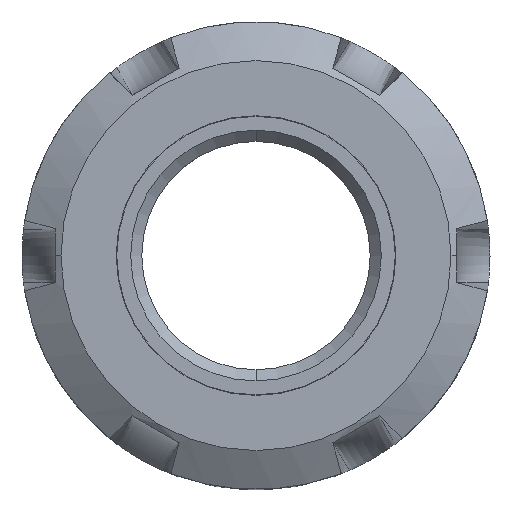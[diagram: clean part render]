
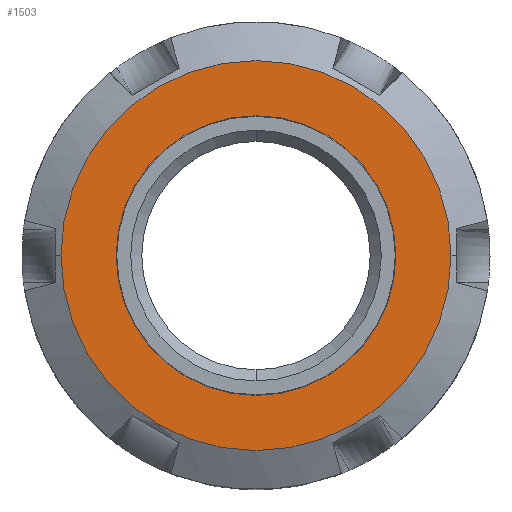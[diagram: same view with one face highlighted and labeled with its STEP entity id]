
A CAD part, top view. The second image highlights one B-rep face of the part: STEP entity #1503.
In plain terms, the highlighted planar face has unit normal (0, 0, 1).
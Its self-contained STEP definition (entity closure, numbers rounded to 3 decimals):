
#2 = EDGE_CURVE ( 'NONE', #3494, #3975, #348, .T. ) ;
#135 = CARTESIAN_POINT ( 'NONE',  ( 0., 0., 0. ) ) ;
#270 = FACE_OUTER_BOUND ( 'NONE', #1955, .T. ) ;
#328 = CARTESIAN_POINT ( 'NONE',  ( 12.55, 0., 0. ) ) ;
#348 = CIRCLE ( 'NONE', #2250, 17.5 ) ;
#378 = EDGE_CURVE ( 'NONE', #5300, #547, #5641, .T. ) ;
#393 = CARTESIAN_POINT ( 'NONE',  ( 0., 0., 0. ) ) ;
#547 = VERTEX_POINT ( 'NONE', #3751 ) ;
#675 = AXIS2_PLACEMENT_3D ( 'NONE', #1542, #4650, #2962 ) ;
#725 = CARTESIAN_POINT ( 'NONE',  ( 17.5, 0., 0. ) ) ;
#904 = CIRCLE ( 'NONE', #3918, 12.55 ) ;
#1129 = FACE_BOUND ( 'NONE', #3907, .T. ) ;
#1503 = ADVANCED_FACE ( 'NONE', ( #1129, #270 ), #5262, .T. ) ;
#1542 = CARTESIAN_POINT ( 'NONE',  ( 0., 0., 0. ) ) ;
#1923 = DIRECTION ( 'NONE',  ( -1., 0., 0. ) ) ;
#1955 = EDGE_LOOP ( 'NONE', ( #3081, #2434 ) ) ;
#2113 = DIRECTION ( 'NONE',  ( 0., 0., 1. ) ) ;
#2250 = AXIS2_PLACEMENT_3D ( 'NONE', #393, #2674, #3498 ) ;
#2434 = ORIENTED_EDGE ( 'NONE', *, *, #2, .T. ) ;
#2549 = ORIENTED_EDGE ( 'NONE', *, *, #378, .T. ) ;
#2626 = EDGE_CURVE ( 'NONE', #547, #5300, #904, .T. ) ;
#2674 = DIRECTION ( 'NONE',  ( 0., 0., 1. ) ) ;
#2962 = DIRECTION ( 'NONE',  ( 1., 0., 0. ) ) ;
#3080 = AXIS2_PLACEMENT_3D ( 'NONE', #3693, #4103, #5519 ) ;
#3081 = ORIENTED_EDGE ( 'NONE', *, *, #5189, .T. ) ;
#3372 = CARTESIAN_POINT ( 'NONE',  ( 17.5, 0., 0. ) ) ;
#3494 = VERTEX_POINT ( 'NONE', #725 ) ;
#3498 = DIRECTION ( 'NONE',  ( 1., 0., 0. ) ) ;
#3693 = CARTESIAN_POINT ( 'NONE',  ( 0., 0., 0. ) ) ;
#3751 = CARTESIAN_POINT ( 'NONE',  ( -12.55, 0., 0. ) ) ;
#3801 = ORIENTED_EDGE ( 'NONE', *, *, #2626, .T. ) ;
#3907 = EDGE_LOOP ( 'NONE', ( #3801, #2549 ) ) ;
#3918 = AXIS2_PLACEMENT_3D ( 'NONE', #135, #4244, #1923 ) ;
#3975 = VERTEX_POINT ( 'NONE', #5572 ) ;
#4103 = DIRECTION ( 'NONE',  ( 0., 0., -1. ) ) ;
#4244 = DIRECTION ( 'NONE',  ( 0., 0., -1. ) ) ;
#4650 = DIRECTION ( 'NONE',  ( 0., 0., 1. ) ) ;
#4826 = CIRCLE ( 'NONE', #675, 17.5 ) ;
#5189 = EDGE_CURVE ( 'NONE', #3975, #3494, #4826, .T. ) ;
#5262 = PLANE ( 'NONE',  #5316 ) ;
#5300 = VERTEX_POINT ( 'NONE', #328 ) ;
#5316 = AXIS2_PLACEMENT_3D ( 'NONE', #3372, #2113, #5735 ) ;
#5519 = DIRECTION ( 'NONE',  ( -1., 0., 0. ) ) ;
#5572 = CARTESIAN_POINT ( 'NONE',  ( -17.5, 0., 0. ) ) ;
#5641 = CIRCLE ( 'NONE', #3080, 12.55 ) ;
#5735 = DIRECTION ( 'NONE',  ( 1., 0., 0. ) ) ;
